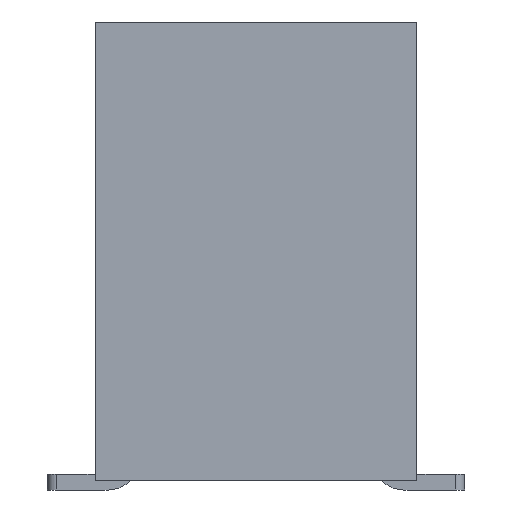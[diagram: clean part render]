
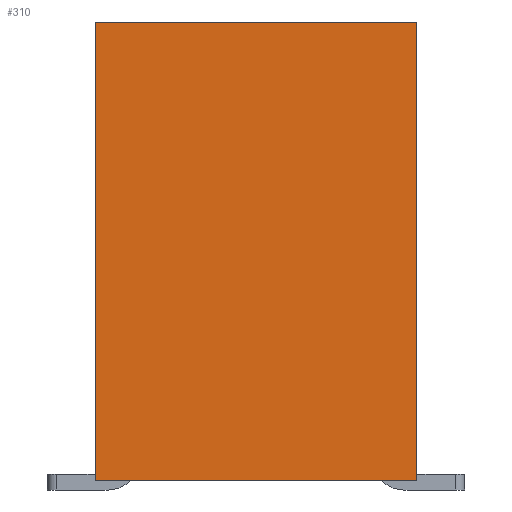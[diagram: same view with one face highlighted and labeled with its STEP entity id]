
A CAD part, left-side view. The second image highlights one B-rep face of the part: STEP entity #310.
In plain terms, the highlighted planar face has unit normal (-1, 0, 0).
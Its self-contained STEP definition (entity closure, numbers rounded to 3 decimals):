
#310=ADVANCED_FACE('',(#1444),#888,.T.);
#888=PLANE('',#11205);
#1444=FACE_OUTER_BOUND('',#2064,.T.);
#2064=EDGE_LOOP('',(#3016,#3017,#3018,#3019));
#3016=ORIENTED_EDGE('',*,*,#7137,.T.);
#3017=ORIENTED_EDGE('',*,*,#7113,.T.);
#3018=ORIENTED_EDGE('',*,*,#7173,.F.);
#3019=ORIENTED_EDGE('',*,*,#7174,.T.);
#6091=VERTEX_POINT('',#15444);
#6093=VERTEX_POINT('',#15448);
#6114=VERTEX_POINT('',#15495);
#6142=VERTEX_POINT('',#15560);
#7113=EDGE_CURVE('',#6091,#6093,#8687,.T.);
#7137=EDGE_CURVE('',#6114,#6091,#8711,.T.);
#7173=EDGE_CURVE('',#6142,#6093,#8747,.T.);
#7174=EDGE_CURVE('',#6142,#6114,#8748,.T.);
#8687=LINE('',#15449,#10085);
#8711=LINE('',#15494,#10109);
#8747=LINE('',#15559,#10145);
#8748=LINE('',#15561,#10146);
#10085=VECTOR('',#12260,1.);
#10109=VECTOR('',#12286,1.);
#10145=VECTOR('',#12324,1.);
#10146=VECTOR('',#12325,1.);
#11205=AXIS2_PLACEMENT_3D('',#15562,#12326,#12327);
#12260=DIRECTION('',(0.,1.,0.));
#12286=DIRECTION('',(0.,0.,1.));
#12324=DIRECTION('',(0.,0.,1.));
#12325=DIRECTION('',(0.,-1.,0.));
#12326=DIRECTION('',(-1.,0.,0.));
#12327=DIRECTION('',(0.,0.,1.));
#15444=CARTESIAN_POINT('',(0.,0.,6.8));
#15448=CARTESIAN_POINT('',(0.,5.08,6.8));
#15449=CARTESIAN_POINT('',(0.,2.54,6.8));
#15494=CARTESIAN_POINT('',(0.,0.,0.));
#15495=CARTESIAN_POINT('',(0.,0.,-0.45));
#15559=CARTESIAN_POINT('',(0.,5.08,0.));
#15560=CARTESIAN_POINT('',(0.,5.08,-0.45));
#15561=CARTESIAN_POINT('',(0.,5.08,-0.45));
#15562=CARTESIAN_POINT('',(0.,2.54,0.));
